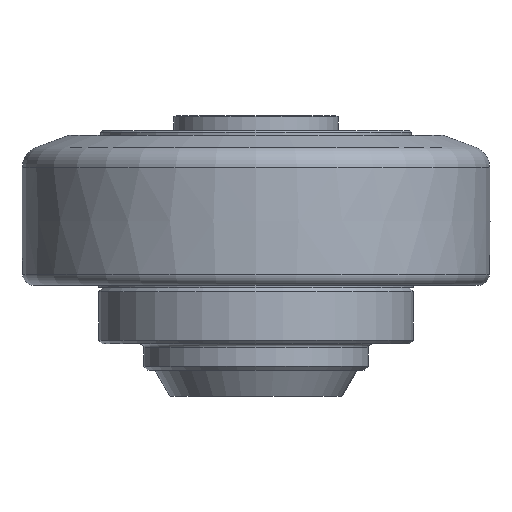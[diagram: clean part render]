
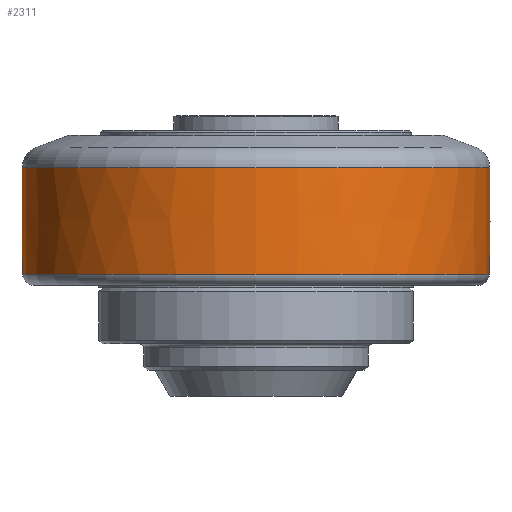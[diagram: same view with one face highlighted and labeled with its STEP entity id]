
A CAD part, front view. The second image highlights one B-rep face of the part: STEP entity #2311.
In plain terms, the highlighted free-form (B-spline) face has degree [2, 2] with [3, 9] control points.
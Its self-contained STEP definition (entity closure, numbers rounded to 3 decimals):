
#26=(
BOUNDED_SURFACE()
B_SPLINE_SURFACE(2,2,((#3612,#3613,#3614,#3615,#3616,#3617,#3618,#3619,
#3620),(#3621,#3622,#3623,#3624,#3625,#3626,#3627,#3628,#3629),(#3630,#3631,
#3632,#3633,#3634,#3635,#3636,#3637,#3638)),.UNSPECIFIED.,.F.,.T.,.F.)
B_SPLINE_SURFACE_WITH_KNOTS((3,3),(3,2,2,2,3),(-0.017,0.011),
(-3.142,-1.571,0.,1.571,3.142),
 .UNSPECIFIED.)
GEOMETRIC_REPRESENTATION_ITEM()
RATIONAL_B_SPLINE_SURFACE(((1.,0.707,1.,0.707,1.,
0.707,1.,0.707,1.),(1.,0.707,
1.,0.707,1.,0.707,
1.,0.707,1.),(1.,0.707,
1.,0.707,1.,0.707,1.,0.707,1.)))
REPRESENTATION_ITEM('')
SURFACE()
);
#472=FACE_OUTER_BOUND('',#603,.T.);
#603=EDGE_LOOP('',(#1594,#1595,#1596,#1597,#1598,#1599));
#770=CIRCLE('',#2483,31.177);
#772=CIRCLE('',#2485,31.177);
#776=CIRCLE('',#2490,31.218);
#777=CIRCLE('',#2491,31.218);
#778=CIRCLE('',#2492,500.);
#960=VERTEX_POINT('',#3599);
#961=VERTEX_POINT('',#3600);
#965=VERTEX_POINT('',#3639);
#966=VERTEX_POINT('',#3640);
#1211=EDGE_CURVE('',#960,#961,#770,.T.);
#1213=EDGE_CURVE('',#961,#960,#772,.T.);
#1218=EDGE_CURVE('',#965,#966,#776,.T.);
#1219=EDGE_CURVE('',#966,#965,#777,.T.);
#1220=EDGE_CURVE('',#966,#961,#778,.T.);
#1594=ORIENTED_EDGE('',*,*,#1218,.F.);
#1595=ORIENTED_EDGE('',*,*,#1219,.F.);
#1596=ORIENTED_EDGE('',*,*,#1220,.T.);
#1597=ORIENTED_EDGE('',*,*,#1211,.F.);
#1598=ORIENTED_EDGE('',*,*,#1213,.F.);
#1599=ORIENTED_EDGE('',*,*,#1220,.F.);
#2311=ADVANCED_FACE('',(#472),#26,.F.);
#2483=AXIS2_PLACEMENT_3D('',#3601,#2849,#2850);
#2485=AXIS2_PLACEMENT_3D('',#3603,#2853,#2854);
#2490=AXIS2_PLACEMENT_3D('',#3641,#2864,#2865);
#2491=AXIS2_PLACEMENT_3D('',#3642,#2866,#2867);
#2492=AXIS2_PLACEMENT_3D('',#3643,#2868,#2869);
#2849=DIRECTION('center_axis',(0.,0.,
-1.));
#2850=DIRECTION('ref_axis',(0.,-1.,0.));
#2853=DIRECTION('center_axis',(0.,0.,
-1.));
#2854=DIRECTION('ref_axis',(0.,-1.,0.));
#2864=DIRECTION('center_axis',(0.,0.,
1.));
#2865=DIRECTION('ref_axis',(0.,-1.,0.));
#2866=DIRECTION('center_axis',(0.,0.,
1.));
#2867=DIRECTION('ref_axis',(0.,-1.,0.));
#2868=DIRECTION('center_axis',(0.,-1.,0.));
#2869=DIRECTION('ref_axis',(-1.,0.,0.));
#3599=CARTESIAN_POINT('',(35.,66.177,21.324));
#3600=CARTESIAN_POINT('',(3.823,35.,21.324));
#3601=CARTESIAN_POINT('Origin',(35.,35.,21.324));
#3603=CARTESIAN_POINT('Origin',(35.,35.,21.324));
#3612=CARTESIAN_POINT('Ctrl Pts',(3.823,35.,21.324));
#3613=CARTESIAN_POINT('Ctrl Pts',(3.823,3.823,21.324));
#3614=CARTESIAN_POINT('Ctrl Pts',(35.,3.823,21.324));
#3615=CARTESIAN_POINT('Ctrl Pts',(66.177,3.823,21.324));
#3616=CARTESIAN_POINT('Ctrl Pts',(66.177,35.,21.324));
#3617=CARTESIAN_POINT('Ctrl Pts',(66.177,66.177,21.324));
#3618=CARTESIAN_POINT('Ctrl Pts',(35.,66.177,21.324));
#3619=CARTESIAN_POINT('Ctrl Pts',(3.823,66.177,21.324));
#3620=CARTESIAN_POINT('Ctrl Pts',(3.823,35.,21.324));
#3621=CARTESIAN_POINT('Ctrl Pts',(3.702,35.,28.422));
#3622=CARTESIAN_POINT('Ctrl Pts',(3.702,3.702,28.422));
#3623=CARTESIAN_POINT('Ctrl Pts',(35.,3.702,28.422));
#3624=CARTESIAN_POINT('Ctrl Pts',(66.298,3.702,28.422));
#3625=CARTESIAN_POINT('Ctrl Pts',(66.298,35.,28.422));
#3626=CARTESIAN_POINT('Ctrl Pts',(66.298,66.298,28.422));
#3627=CARTESIAN_POINT('Ctrl Pts',(35.,66.298,28.422));
#3628=CARTESIAN_POINT('Ctrl Pts',(3.702,66.298,28.422));
#3629=CARTESIAN_POINT('Ctrl Pts',(3.702,35.,28.422));
#3630=CARTESIAN_POINT('Ctrl Pts',(3.782,35.,35.52));
#3631=CARTESIAN_POINT('Ctrl Pts',(3.782,3.782,35.52));
#3632=CARTESIAN_POINT('Ctrl Pts',(35.,3.782,35.52));
#3633=CARTESIAN_POINT('Ctrl Pts',(66.218,3.782,35.52));
#3634=CARTESIAN_POINT('Ctrl Pts',(66.218,35.,35.52));
#3635=CARTESIAN_POINT('Ctrl Pts',(66.218,66.218,35.52));
#3636=CARTESIAN_POINT('Ctrl Pts',(35.,66.218,35.52));
#3637=CARTESIAN_POINT('Ctrl Pts',(3.782,66.218,35.52));
#3638=CARTESIAN_POINT('Ctrl Pts',(3.782,35.,35.52));
#3639=CARTESIAN_POINT('',(35.,66.218,35.52));
#3640=CARTESIAN_POINT('',(3.782,35.,35.52));
#3641=CARTESIAN_POINT('Origin',(35.,35.,35.52));
#3642=CARTESIAN_POINT('Origin',(35.,35.,35.52));
#3643=CARTESIAN_POINT('Origin',(503.75,35.,29.85));
